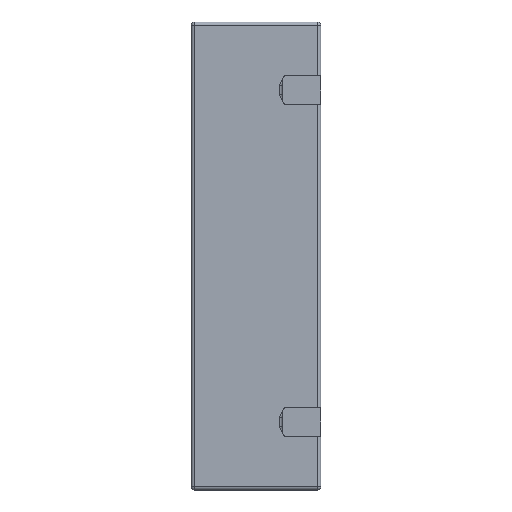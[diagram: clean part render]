
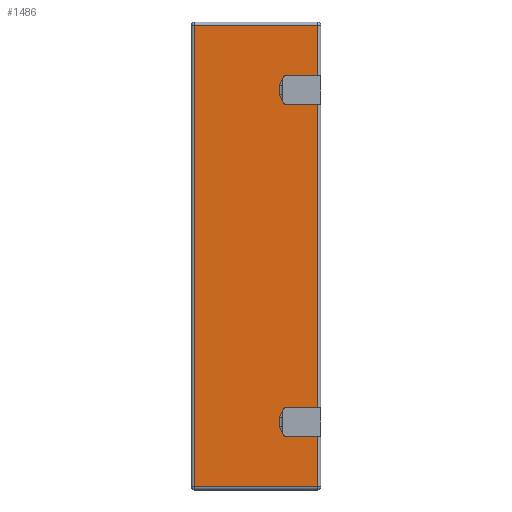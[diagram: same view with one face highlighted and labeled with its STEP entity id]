
A CAD part, left-side view. The second image highlights one B-rep face of the part: STEP entity #1486.
In plain terms, the highlighted planar face has unit normal (-1, 0, 0).
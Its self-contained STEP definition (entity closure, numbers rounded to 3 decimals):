
#29=PLANE('',#1616);
#92=FACE_OUTER_BOUND('',#191,.T.);
#191=EDGE_LOOP('',(#1043,#1044,#1045,#1046,#1047,#1048,#1049,#1050,#1051,
#1052,#1053,#1054,#1055,#1056,#1057,#1058));
#289=CIRCLE('',#1587,2.);
#298=CIRCLE('',#1600,2.);
#305=CIRCLE('',#1617,2.);
#306=CIRCLE('',#1618,2.);
#376=LINE('',#2348,#498);
#380=LINE('',#2366,#502);
#382=LINE('',#2380,#504);
#390=LINE('',#2399,#512);
#392=LINE('',#2405,#514);
#393=LINE('',#2407,#515);
#394=LINE('',#2409,#516);
#395=LINE('',#2411,#517);
#396=LINE('',#2413,#518);
#397=LINE('',#2415,#519);
#398=LINE('',#2419,#520);
#399=LINE('',#2422,#521);
#498=VECTOR('',#1830,10.);
#502=VECTOR('',#1850,10.);
#504=VECTOR('',#1860,3.);
#512=VECTOR('',#1882,98.);
#514=VECTOR('',#1888,17.);
#515=VECTOR('',#1889,39.);
#516=VECTOR('',#1890,146.);
#517=VECTOR('',#1891,39.);
#518=VECTOR('',#1892,17.);
#519=VECTOR('',#1893,10.);
#520=VECTOR('',#1896,3.);
#521=VECTOR('',#1899,10.);
#628=VERTEX_POINT('',#2325);
#629=VERTEX_POINT('',#2326);
#633=VERTEX_POINT('',#2335);
#638=VERTEX_POINT('',#2357);
#639=VERTEX_POINT('',#2359);
#641=VERTEX_POINT('',#2364);
#647=VERTEX_POINT('',#2398);
#649=VERTEX_POINT('',#2404);
#650=VERTEX_POINT('',#2406);
#651=VERTEX_POINT('',#2408);
#652=VERTEX_POINT('',#2410);
#653=VERTEX_POINT('',#2412);
#654=VERTEX_POINT('',#2414);
#655=VERTEX_POINT('',#2416);
#656=VERTEX_POINT('',#2418);
#657=VERTEX_POINT('',#2420);
#761=EDGE_CURVE('',#628,#629,#289,.T.);
#769=EDGE_CURVE('',#629,#633,#376,.T.);
#775=EDGE_CURVE('',#638,#639,#298,.T.);
#778=EDGE_CURVE('',#641,#638,#380,.T.);
#783=EDGE_CURVE('',#639,#628,#382,.T.);
#793=EDGE_CURVE('',#633,#647,#390,.T.);
#796=EDGE_CURVE('',#649,#641,#392,.T.);
#797=EDGE_CURVE('',#650,#649,#393,.T.);
#798=EDGE_CURVE('',#651,#650,#394,.T.);
#799=EDGE_CURVE('',#652,#651,#395,.T.);
#800=EDGE_CURVE('',#653,#652,#396,.T.);
#801=EDGE_CURVE('',#654,#653,#397,.T.);
#802=EDGE_CURVE('',#655,#654,#305,.T.);
#803=EDGE_CURVE('',#656,#655,#398,.T.);
#804=EDGE_CURVE('',#657,#656,#306,.T.);
#805=EDGE_CURVE('',#647,#657,#399,.T.);
#1043=ORIENTED_EDGE('',*,*,#769,.F.);
#1044=ORIENTED_EDGE('',*,*,#761,.F.);
#1045=ORIENTED_EDGE('',*,*,#783,.F.);
#1046=ORIENTED_EDGE('',*,*,#775,.F.);
#1047=ORIENTED_EDGE('',*,*,#778,.F.);
#1048=ORIENTED_EDGE('',*,*,#796,.F.);
#1049=ORIENTED_EDGE('',*,*,#797,.F.);
#1050=ORIENTED_EDGE('',*,*,#798,.F.);
#1051=ORIENTED_EDGE('',*,*,#799,.F.);
#1052=ORIENTED_EDGE('',*,*,#800,.F.);
#1053=ORIENTED_EDGE('',*,*,#801,.F.);
#1054=ORIENTED_EDGE('',*,*,#802,.F.);
#1055=ORIENTED_EDGE('',*,*,#803,.F.);
#1056=ORIENTED_EDGE('',*,*,#804,.F.);
#1057=ORIENTED_EDGE('',*,*,#805,.F.);
#1058=ORIENTED_EDGE('',*,*,#793,.F.);
#1486=ADVANCED_FACE('',(#92),#29,.F.);
#1587=AXIS2_PLACEMENT_3D('',#2327,#1812,#1813);
#1600=AXIS2_PLACEMENT_3D('',#2360,#1842,#1843);
#1616=AXIS2_PLACEMENT_3D('',#2403,#1886,#1887);
#1617=AXIS2_PLACEMENT_3D('',#2417,#1894,#1895);
#1618=AXIS2_PLACEMENT_3D('',#2421,#1897,#1898);
#1812=DIRECTION('center_axis',(-1.,0.,0.));
#1813=DIRECTION('ref_axis',(0.,0.707,-0.707));
#1830=DIRECTION('',(0.,-1.,0.));
#1842=DIRECTION('center_axis',(-1.,0.,0.));
#1843=DIRECTION('ref_axis',(0.,0.707,0.707));
#1850=DIRECTION('',(0.,1.,0.));
#1860=DIRECTION('',(0.,0.,-1.));
#1882=DIRECTION('',(0.,0.,-1.));
#1886=DIRECTION('center_axis',(1.,0.,0.));
#1887=DIRECTION('ref_axis',(0.,0.,-1.));
#1888=DIRECTION('',(0.,0.,-1.));
#1889=DIRECTION('',(0.,-1.,0.));
#1890=DIRECTION('',(0.,0.,1.));
#1891=DIRECTION('',(0.,1.,0.));
#1892=DIRECTION('',(0.,0.,-1.));
#1893=DIRECTION('',(0.,-1.,0.));
#1894=DIRECTION('center_axis',(-1.,0.,0.));
#1895=DIRECTION('ref_axis',(0.,0.707,-0.707));
#1896=DIRECTION('',(0.,0.,-1.));
#1897=DIRECTION('center_axis',(-1.,0.,0.));
#1898=DIRECTION('ref_axis',(0.,0.707,0.707));
#1899=DIRECTION('',(0.,1.,0.));
#2325=CARTESIAN_POINT('',(0.,-7.5,51.));
#2326=CARTESIAN_POINT('',(0.,-9.5,49.));
#2327=CARTESIAN_POINT('Origin',(0.,-9.5,51.));
#2335=CARTESIAN_POINT('',(0.,-19.5,49.));
#2348=CARTESIAN_POINT('',(0.,-10.25,49.));
#2357=CARTESIAN_POINT('',(0.,-9.5,56.));
#2359=CARTESIAN_POINT('',(0.,-7.5,54.));
#2360=CARTESIAN_POINT('Origin',(0.,-9.5,54.));
#2364=CARTESIAN_POINT('',(0.,-19.5,56.));
#2366=CARTESIAN_POINT('',(0.,-10.25,56.));
#2380=CARTESIAN_POINT('',(0.,-7.5,26.25));
#2398=CARTESIAN_POINT('',(0.,-19.5,-49.));
#2399=CARTESIAN_POINT('',(0.,-19.5,37.));
#2403=CARTESIAN_POINT('Origin',(0.,0.,0.));
#2404=CARTESIAN_POINT('',(0.,-19.5,73.));
#2405=CARTESIAN_POINT('',(0.,-19.5,37.));
#2406=CARTESIAN_POINT('',(0.,19.5,73.));
#2407=CARTESIAN_POINT('',(0.,10.25,73.));
#2408=CARTESIAN_POINT('',(0.,19.5,-73.));
#2409=CARTESIAN_POINT('',(0.,19.5,-37.));
#2410=CARTESIAN_POINT('',(0.,-19.5,-73.));
#2411=CARTESIAN_POINT('',(0.,-10.25,-73.));
#2412=CARTESIAN_POINT('',(0.,-19.5,-56.));
#2413=CARTESIAN_POINT('',(0.,-19.5,37.));
#2414=CARTESIAN_POINT('',(0.,-9.5,-56.));
#2415=CARTESIAN_POINT('',(0.,-10.25,-56.));
#2416=CARTESIAN_POINT('',(0.,-7.5,-54.));
#2417=CARTESIAN_POINT('Origin',(0.,-9.5,-54.));
#2418=CARTESIAN_POINT('',(0.,-7.5,-51.));
#2419=CARTESIAN_POINT('',(0.,-7.5,-26.25));
#2420=CARTESIAN_POINT('',(0.,-9.5,-49.));
#2421=CARTESIAN_POINT('Origin',(0.,-9.5,-51.));
#2422=CARTESIAN_POINT('',(0.,-10.25,-49.));
